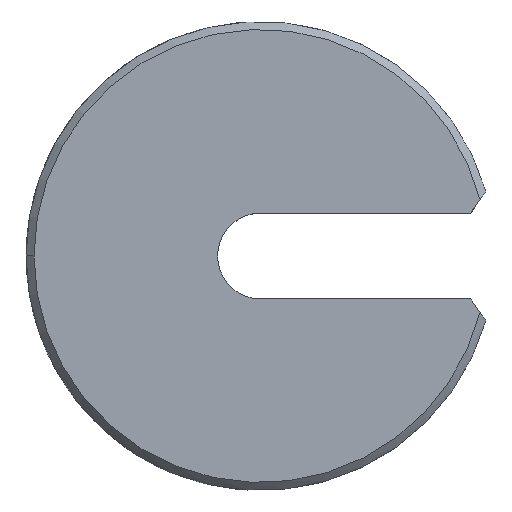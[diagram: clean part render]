
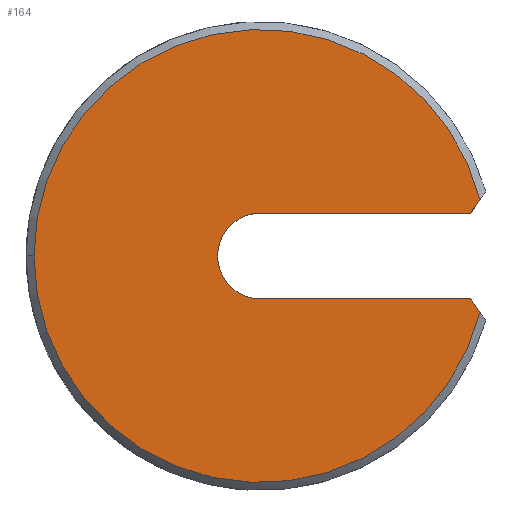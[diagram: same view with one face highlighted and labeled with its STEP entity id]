
A CAD part, top view. The second image highlights one B-rep face of the part: STEP entity #164.
In plain terms, the highlighted planar face has unit normal (0, 0, 1).
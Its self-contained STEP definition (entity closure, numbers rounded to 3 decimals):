
#84 = EDGE_CURVE ( 'NONE', #85, #93, #368, .T. ) ;
#85 = VERTEX_POINT ( 'NONE', #337 ) ;
#93 = VERTEX_POINT ( 'NONE', #369 ) ;
#97 = EDGE_CURVE ( 'NONE', #174, #159, #390, .T. ) ;
#98 = ORIENTED_EDGE ( 'NONE', *, *, #97, .F. ) ;
#157 = ORIENTED_EDGE ( 'NONE', *, *, #161, .F. ) ;
#158 = ORIENTED_EDGE ( 'NONE', *, *, #192, .T. ) ;
#159 = VERTEX_POINT ( 'NONE', #538 ) ;
#160 = VERTEX_POINT ( 'NONE', #417 ) ;
#161 = EDGE_CURVE ( 'NONE', #159, #160, #449, .T. ) ;
#163 = VERTEX_POINT ( 'NONE', #415 ) ;
#164 = ADVANCED_FACE ( 'NONE', ( #536 ), #541, .T. ) ;
#165 = ORIENTED_EDGE ( 'NONE', *, *, #167, .F. ) ;
#166 = EDGE_CURVE ( 'NONE', #169, #163, #527, .T. ) ;
#167 = EDGE_CURVE ( 'NONE', #169, #174, #517, .T. ) ;
#168 = ORIENTED_EDGE ( 'NONE', *, *, #84, .T. ) ;
#169 = VERTEX_POINT ( 'NONE', #422 ) ;
#174 = VERTEX_POINT ( 'NONE', #489 ) ;
#187 = EDGE_LOOP ( 'NONE', ( #165, #190, #193, #168, #158, #157, #98 ) ) ;
#190 = ORIENTED_EDGE ( 'NONE', *, *, #166, .T. ) ;
#191 = EDGE_CURVE ( 'NONE', #163, #85, #432, .T. ) ;
#192 = EDGE_CURVE ( 'NONE', #93, #160, #500, .T. ) ;
#193 = ORIENTED_EDGE ( 'NONE', *, *, #191, .T. ) ;
#333 = DIRECTION ( 'NONE',  ( 1., 0., 0. ) ) ;
#334 = DIRECTION ( 'NONE',  ( 0., 0., 1. ) ) ;
#335 = CARTESIAN_POINT ( 'NONE',  ( 0., 0., 0. ) ) ;
#337 = CARTESIAN_POINT ( 'NONE',  ( -14.5, 0., 0. ) ) ;
#338 = AXIS2_PLACEMENT_3D ( 'NONE', #335, #334, #333 ) ;
#368 = CIRCLE ( 'NONE', #338, 14.5 ) ;
#369 = CARTESIAN_POINT ( 'NONE',  ( 14.045, -3.604, 0. ) ) ;
#386 = DIRECTION ( 'NONE',  ( 1., 0., 0. ) ) ;
#387 = DIRECTION ( 'NONE',  ( 0., 0., 1. ) ) ;
#388 = CARTESIAN_POINT ( 'NONE',  ( 0., 0., 0. ) ) ;
#389 = AXIS2_PLACEMENT_3D ( 'NONE', #388, #387, #386 ) ;
#390 = CIRCLE ( 'NONE', #389, 2.75 ) ;
#415 = CARTESIAN_POINT ( 'NONE',  ( 14.045, 3.604, 0. ) ) ;
#417 = CARTESIAN_POINT ( 'NONE',  ( 13.46, -2.75, 0. ) ) ;
#418 = DIRECTION ( 'NONE',  ( 1., 0., 0. ) ) ;
#419 = DIRECTION ( 'NONE',  ( 0., 0., 1. ) ) ;
#420 = VECTOR ( 'NONE', #518, 1000. ) ;
#421 = CARTESIAN_POINT ( 'NONE',  ( 7.873, -5.398, 0. ) ) ;
#422 = CARTESIAN_POINT ( 'NONE',  ( 13.46, 2.75, 0. ) ) ;
#431 = CARTESIAN_POINT ( 'NONE',  ( 0., 0., 0. ) ) ;
#432 = CIRCLE ( 'NONE', #437, 14.5 ) ;
#437 = AXIS2_PLACEMENT_3D ( 'NONE', #431, #494, #493 ) ;
#449 = LINE ( 'NONE', #487, #529 ) ;
#487 = CARTESIAN_POINT ( 'NONE',  ( 15., -2.75, 0. ) ) ;
#489 = CARTESIAN_POINT ( 'NONE',  ( 0., 2.75, 0. ) ) ;
#490 = DIRECTION ( 'NONE',  ( -1., 0., 0. ) ) ;
#493 = DIRECTION ( 'NONE',  ( 1., 0., 0. ) ) ;
#494 = DIRECTION ( 'NONE',  ( 0., 0., 1. ) ) ;
#500 = LINE ( 'NONE', #512, #511 ) ;
#510 = DIRECTION ( 'NONE',  ( -0.565, 0.825, 0. ) ) ;
#511 = VECTOR ( 'NONE', #510, 1000. ) ;
#512 = CARTESIAN_POINT ( 'NONE',  ( 7.873, 5.398, 0. ) ) ;
#515 = VECTOR ( 'NONE', #490, 1000. ) ;
#516 = CARTESIAN_POINT ( 'NONE',  ( 0., 2.75, 0. ) ) ;
#517 = LINE ( 'NONE', #516, #515 ) ;
#518 = DIRECTION ( 'NONE',  ( 0.565, 0.825, 0. ) ) ;
#527 = LINE ( 'NONE', #421, #420 ) ;
#529 = VECTOR ( 'NONE', #542, 1000. ) ;
#535 = CARTESIAN_POINT ( 'NONE',  ( 0., 0., 0. ) ) ;
#536 = FACE_OUTER_BOUND ( 'NONE', #187, .T. ) ;
#538 = CARTESIAN_POINT ( 'NONE',  ( 0., -2.75, 0. ) ) ;
#539 = AXIS2_PLACEMENT_3D ( 'NONE', #535, #419, #418 ) ;
#541 = PLANE ( 'NONE',  #539 ) ;
#542 = DIRECTION ( 'NONE',  ( 1., 0., 0. ) ) ;
